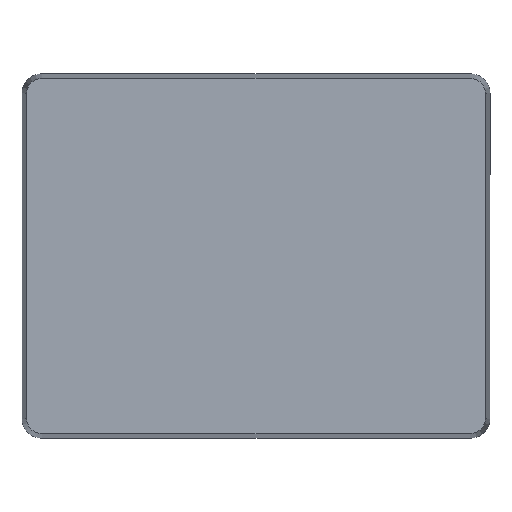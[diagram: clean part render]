
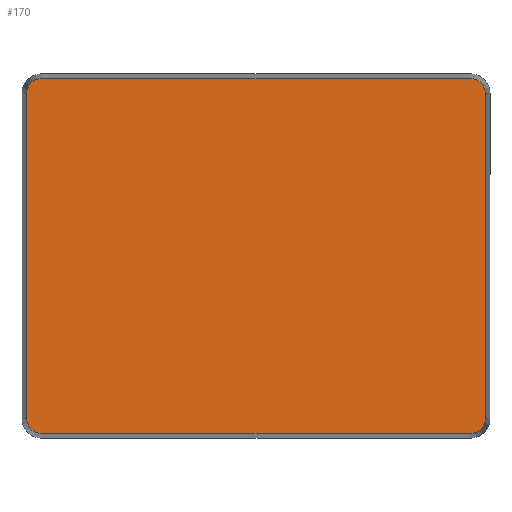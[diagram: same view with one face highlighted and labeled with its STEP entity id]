
A CAD part, front view. The second image highlights one B-rep face of the part: STEP entity #170.
In plain terms, the highlighted planar face has unit normal (0, -1, 0).
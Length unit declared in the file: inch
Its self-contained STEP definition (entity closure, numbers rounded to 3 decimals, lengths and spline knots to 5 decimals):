
#73 = ORIENTED_EDGE ( 'NONE', *, *, #74, .F. ) ;
#74 = EDGE_CURVE ( 'NONE', #75, #101, #1741, .T. ) ;
#75 = VERTEX_POINT ( 'NONE', #1736 ) ;
#76 = ORIENTED_EDGE ( 'NONE', *, *, #77, .F. ) ;
#77 = EDGE_CURVE ( 'NONE', #78, #75, #1735, .T. ) ;
#78 = VERTEX_POINT ( 'NONE', #1731 ) ;
#95 = ORIENTED_EDGE ( 'NONE', *, *, #96, .F. ) ;
#96 = EDGE_CURVE ( 'NONE', #97, #98, #1646, .T. ) ;
#97 = VERTEX_POINT ( 'NONE', #1683 ) ;
#98 = VERTEX_POINT ( 'NONE', #1682 ) ;
#99 = ORIENTED_EDGE ( 'NONE', *, *, #100, .F. ) ;
#100 = EDGE_CURVE ( 'NONE', #101, #97, #1681, .T. ) ;
#101 = VERTEX_POINT ( 'NONE', #1677 ) ;
#105 = ORIENTED_EDGE ( 'NONE', *, *, #106, .F. ) ;
#106 = EDGE_CURVE ( 'NONE', #107, #78, #1666, .T. ) ;
#107 = VERTEX_POINT ( 'NONE', #1661 ) ;
#108 = ORIENTED_EDGE ( 'NONE', *, *, #109, .F. ) ;
#109 = EDGE_CURVE ( 'NONE', #110, #107, #1660, .T. ) ;
#110 = VERTEX_POINT ( 'NONE', #1656 ) ;
#111 = ORIENTED_EDGE ( 'NONE', *, *, #112, .F. ) ;
#112 = EDGE_CURVE ( 'NONE', #113, #110, #1655, .T. ) ;
#113 = VERTEX_POINT ( 'NONE', #1766 ) ;
#114 = ORIENTED_EDGE ( 'NONE', *, *, #115, .F. ) ;
#115 = EDGE_CURVE ( 'NONE', #98, #113, #1765, .T. ) ;
#170 = ADVANCED_FACE ( 'NONE', ( #4827 ), #4826, .T. ) ;
#171 = EDGE_LOOP ( 'NONE', ( #95, #99, #73, #76, #105, #108, #111, #114 ) ) ;
#1642 = DIRECTION ( 'NONE',  ( 0., 0., -1. ) ) ;
#1643 = DIRECTION ( 'NONE',  ( 0., 1., 0. ) ) ;
#1644 = CARTESIAN_POINT ( 'NONE',  ( -10.26532, -6.37, 7.78282 ) ) ;
#1645 = AXIS2_PLACEMENT_3D ( 'NONE', #1644, #1643, #1642 ) ;
#1646 = CIRCLE ( 'NONE', #1645, 0.71514 ) ;
#1653 = CARTESIAN_POINT ( 'NONE',  ( 10.26532, -6.37, 7.78282 ) ) ;
#1654 = AXIS2_PLACEMENT_3D ( 'NONE', #1653, #1768, #1767 ) ;
#1655 = CIRCLE ( 'NONE', #1654, 0.71514 ) ;
#1656 = CARTESIAN_POINT ( 'NONE',  ( 10.98046, -6.37, 7.78282 ) ) ;
#1657 = DIRECTION ( 'NONE',  ( 0., 0., -1. ) ) ;
#1658 = VECTOR ( 'NONE', #1657, 39.37008 ) ;
#1659 = CARTESIAN_POINT ( 'NONE',  ( 10.98046, -6.37, 7.78282 ) ) ;
#1660 = LINE ( 'NONE', #1659, #1658 ) ;
#1661 = CARTESIAN_POINT ( 'NONE',  ( 10.98046, -6.37, -7.78282 ) ) ;
#1662 = DIRECTION ( 'NONE',  ( 0., 0., -1. ) ) ;
#1663 = DIRECTION ( 'NONE',  ( 0., 1., 0. ) ) ;
#1664 = CARTESIAN_POINT ( 'NONE',  ( 10.26532, -6.37, -7.78282 ) ) ;
#1665 = AXIS2_PLACEMENT_3D ( 'NONE', #1664, #1663, #1662 ) ;
#1666 = CIRCLE ( 'NONE', #1665, 0.71514 ) ;
#1677 = CARTESIAN_POINT ( 'NONE',  ( -10.98046, -6.37, -7.78282 ) ) ;
#1678 = DIRECTION ( 'NONE',  ( 0., 0., 1. ) ) ;
#1679 = VECTOR ( 'NONE', #1678, 39.37008 ) ;
#1680 = CARTESIAN_POINT ( 'NONE',  ( -10.98046, -6.37, 7.78282 ) ) ;
#1681 = LINE ( 'NONE', #1680, #1679 ) ;
#1682 = CARTESIAN_POINT ( 'NONE',  ( -10.26532, -6.37, 8.49796 ) ) ;
#1683 = CARTESIAN_POINT ( 'NONE',  ( -10.98046, -6.37, 7.78282 ) ) ;
#1731 = CARTESIAN_POINT ( 'NONE',  ( 10.26532, -6.37, -8.49796 ) ) ;
#1732 = DIRECTION ( 'NONE',  ( -1., 0., 0. ) ) ;
#1733 = VECTOR ( 'NONE', #1732, 39.37008 ) ;
#1734 = CARTESIAN_POINT ( 'NONE',  ( 10.26532, -6.37, -8.49796 ) ) ;
#1735 = LINE ( 'NONE', #1734, #1733 ) ;
#1736 = CARTESIAN_POINT ( 'NONE',  ( -10.26532, -6.37, -8.49796 ) ) ;
#1737 = DIRECTION ( 'NONE',  ( 0., 0., -1. ) ) ;
#1738 = DIRECTION ( 'NONE',  ( 0., 1., 0. ) ) ;
#1739 = CARTESIAN_POINT ( 'NONE',  ( -10.26532, -6.37, -7.78282 ) ) ;
#1740 = AXIS2_PLACEMENT_3D ( 'NONE', #1739, #1738, #1737 ) ;
#1741 = CIRCLE ( 'NONE', #1740, 0.71514 ) ;
#1762 = DIRECTION ( 'NONE',  ( 1., 0., 0. ) ) ;
#1763 = VECTOR ( 'NONE', #1762, 39.37008 ) ;
#1764 = CARTESIAN_POINT ( 'NONE',  ( 10.26532, -6.37, 8.49796 ) ) ;
#1765 = LINE ( 'NONE', #1764, #1763 ) ;
#1766 = CARTESIAN_POINT ( 'NONE',  ( 10.26532, -6.37, 8.49796 ) ) ;
#1767 = DIRECTION ( 'NONE',  ( 0., 0., -1. ) ) ;
#1768 = DIRECTION ( 'NONE',  ( 0., 1., 0. ) ) ;
#4822 = DIRECTION ( 'NONE',  ( 0., 0., -1. ) ) ;
#4823 = DIRECTION ( 'NONE',  ( 0., -1., 0. ) ) ;
#4824 = CARTESIAN_POINT ( 'NONE',  ( -11.155, -6.37, -8.6725 ) ) ;
#4825 = AXIS2_PLACEMENT_3D ( 'NONE', #4824, #4823, #4822 ) ;
#4826 = PLANE ( 'NONE',  #4825 ) ;
#4827 = FACE_OUTER_BOUND ( 'NONE', #171, .T. ) ;
